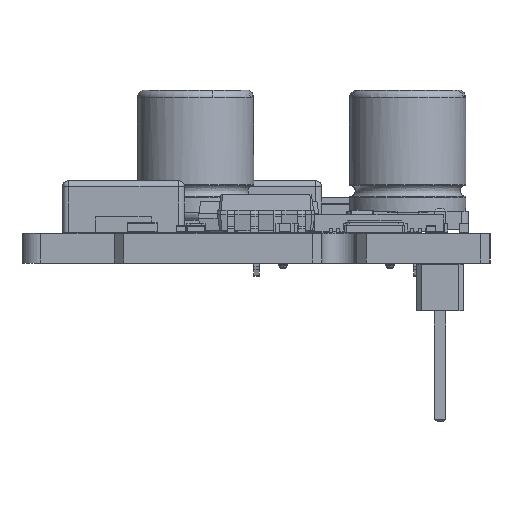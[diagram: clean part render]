
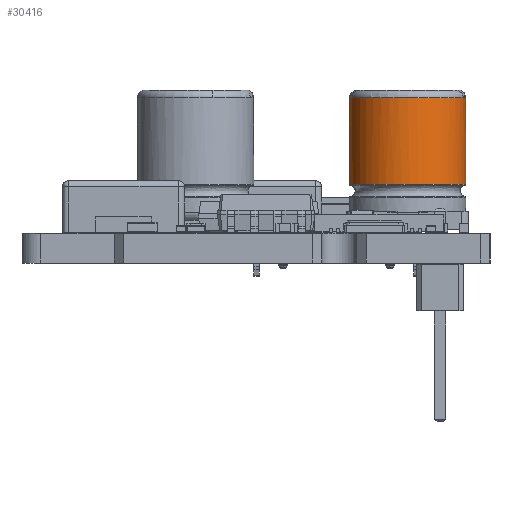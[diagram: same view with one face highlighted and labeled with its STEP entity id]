
A CAD part, left-side view. The second image highlights one B-rep face of the part: STEP entity #30416.
In plain terms, the highlighted cylindrical face has radius 3.15 mm (diameter 6.3 mm), a full revolution.
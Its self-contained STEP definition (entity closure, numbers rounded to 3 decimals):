
#30082 = VERTEX_POINT('',#30083);
#30083 = CARTESIAN_POINT('',(-3.15,0.,2.593));
#30089 = EDGE_CURVE('',#30082,#30082,#30090,.T.);
#30090 = ( BOUNDED_CURVE() B_SPLINE_CURVE(13,(#30091,#30092,#30093,
    #30094,#30095,#30096,#30097,#30098,#30099,#30100,#30101,#30102,
#30103,#30104),.UNSPECIFIED.,.T.,.F.) B_SPLINE_CURVE_WITH_KNOTS((1,13,13
    ,1),(-19.792,0.,19.792,
39.584),.UNSPECIFIED.) CURVE() GEOMETRIC_REPRESENTATION_ITEM() 
RATIONAL_B_SPLINE_CURVE((1.,1.,1.,1.,
    1.,1.,1.,1.,
    1.,1.,1.,1.,1.,1.)) 
REPRESENTATION_ITEM('') );
#30091 = CARTESIAN_POINT('',(-3.15,0.,2.593));
#30092 = CARTESIAN_POINT('',(-3.15,1.5,
    2.593));
#30093 = CARTESIAN_POINT('',(-2.375,3.035,
    2.593));
#30094 = CARTESIAN_POINT('',(-0.779,4.133,
    2.593));
#30095 = CARTESIAN_POINT('',(1.417,4.302,
    2.593));
#30096 = CARTESIAN_POINT('',(3.314,3.132,
    2.593));
#30097 = CARTESIAN_POINT('',(4.706,1.424,
    2.593));
#30098 = CARTESIAN_POINT('',(4.706,-1.424,
    2.593));
#30099 = CARTESIAN_POINT('',(3.314,-3.132,
    2.593));
#30100 = CARTESIAN_POINT('',(1.417,-4.302,
    2.593));
#30101 = CARTESIAN_POINT('',(-0.779,-4.133,
    2.593));
#30102 = CARTESIAN_POINT('',(-2.375,-3.035,
    2.593));
#30103 = CARTESIAN_POINT('',(-3.15,-1.5,2.593));
#30104 = CARTESIAN_POINT('',(-3.15,0.,2.593));
#30416 = ADVANCED_FACE('',(#30417),#30463,.T.);
#30417 = FACE_BOUND('',#30418,.T.);
#30418 = EDGE_LOOP('',(#30419,#30420,#30428,#30437,#30446,#30455,#30462)
  );
#30419 = ORIENTED_EDGE('',*,*,#30089,.F.);
#30420 = ORIENTED_EDGE('',*,*,#30421,.T.);
#30421 = EDGE_CURVE('',#30082,#30422,#30424,.T.);
#30422 = VERTEX_POINT('',#30423);
#30423 = CARTESIAN_POINT('',(-3.15,0.,7.28));
#30424 = LINE('',#30425,#30426);
#30425 = CARTESIAN_POINT('',(-3.15,0.,2.563));
#30426 = VECTOR('',#30427,1.);
#30427 = DIRECTION('',(0.,0.,1.));
#30428 = ORIENTED_EDGE('',*,*,#30429,.T.);
#30429 = EDGE_CURVE('',#30422,#30430,#30432,.T.);
#30430 = VERTEX_POINT('',#30431);
#30431 = CARTESIAN_POINT('',(0.945,3.005,7.28));
#30432 = CIRCLE('',#30433,3.15);
#30433 = AXIS2_PLACEMENT_3D('',#30434,#30435,#30436);
#30434 = CARTESIAN_POINT('',(0.,0.,7.28));
#30435 = DIRECTION('',(0.,0.,-1.));
#30436 = DIRECTION('',(-1.,0.,0.));
#30437 = ORIENTED_EDGE('',*,*,#30438,.T.);
#30438 = EDGE_CURVE('',#30430,#30439,#30441,.T.);
#30439 = VERTEX_POINT('',#30440);
#30440 = CARTESIAN_POINT('',(3.15,0.,7.28));
#30441 = CIRCLE('',#30442,3.15);
#30442 = AXIS2_PLACEMENT_3D('',#30443,#30444,#30445);
#30443 = CARTESIAN_POINT('',(0.,0.,7.28));
#30444 = DIRECTION('',(0.,0.,-1.));
#30445 = DIRECTION('',(-1.,0.,0.));
#30446 = ORIENTED_EDGE('',*,*,#30447,.T.);
#30447 = EDGE_CURVE('',#30439,#30448,#30450,.T.);
#30448 = VERTEX_POINT('',#30449);
#30449 = CARTESIAN_POINT('',(0.945,-3.005,7.28));
#30450 = CIRCLE('',#30451,3.15);
#30451 = AXIS2_PLACEMENT_3D('',#30452,#30453,#30454);
#30452 = CARTESIAN_POINT('',(0.,0.,7.28));
#30453 = DIRECTION('',(0.,0.,-1.));
#30454 = DIRECTION('',(-1.,0.,0.));
#30455 = ORIENTED_EDGE('',*,*,#30456,.T.);
#30456 = EDGE_CURVE('',#30448,#30422,#30457,.T.);
#30457 = CIRCLE('',#30458,3.15);
#30458 = AXIS2_PLACEMENT_3D('',#30459,#30460,#30461);
#30459 = CARTESIAN_POINT('',(0.,0.,7.28));
#30460 = DIRECTION('',(0.,0.,-1.));
#30461 = DIRECTION('',(-1.,0.,0.));
#30462 = ORIENTED_EDGE('',*,*,#30421,.F.);
#30463 = CYLINDRICAL_SURFACE('',#30464,3.15);
#30464 = AXIS2_PLACEMENT_3D('',#30465,#30466,#30467);
#30465 = CARTESIAN_POINT('',(0.,0.,2.563));
#30466 = DIRECTION('',(0.,0.,1.));
#30467 = DIRECTION('',(-1.,0.,0.));
